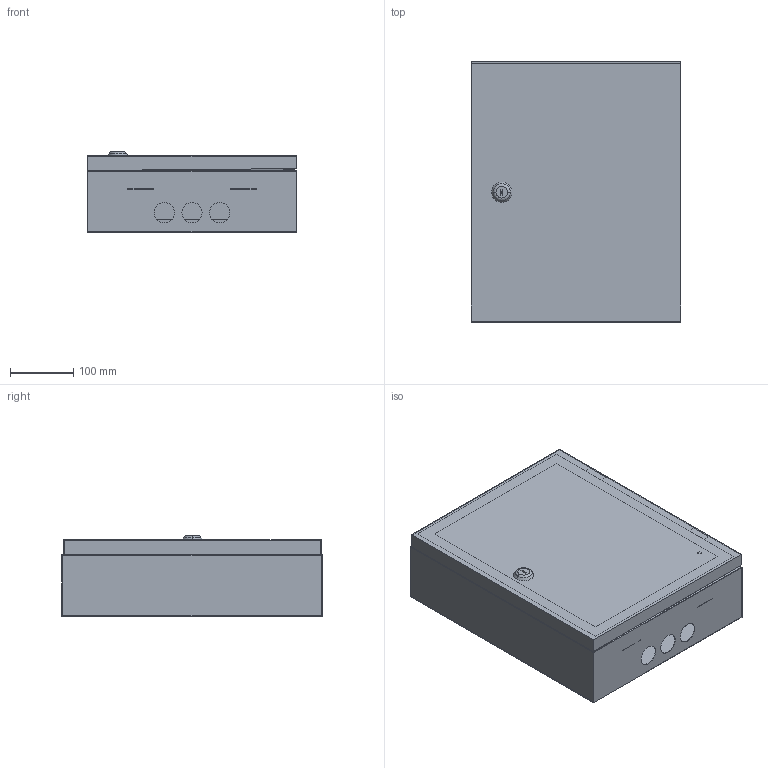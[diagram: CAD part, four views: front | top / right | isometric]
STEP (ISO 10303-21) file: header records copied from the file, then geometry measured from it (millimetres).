
FILE_DESCRIPTION (( 'STEP AP214' ), '1' );
FILE_NAME ('MKM14-N-24-54-Z-G.STEP', '2023-09-05T08:24:17', ( '' ), ( '' ), 'SwSTEP 2.0', 'SolidWorks 2022', '' );
FILE_SCHEMA (( 'AUTOMOTIVE_DESIGN' ));
Length unit declared in the file: millimetre
Products named in the file (4): Панель лицевая ЩРн-24; Оболочка ЩРн-24 IP54; MKM14-N-24-54-Z-G; Дверь ЩРн-24 IP54
Assembly tree (3 placements, depth 2):
  MKM14-N-24-54-Z-G
    Оболочка ЩРн-24 IP54
    Дверь ЩРн-24 IP54
    Панель лицевая ЩРн-24
Bounding box: 330 x 410 x 126.8 mm (x, y, z)
Volume: 748776.9 mm3; surface area: 1302494.4 mm2
Topology: 9 solids, 9 shells, 532 faces, 1320 edges, 832 vertices
Faces by surface type: plane 303, cylinder 169, cone 46, bspline 12, torus 2
Entity records: 16643 total; most frequent: CARTESIAN_POINT 3634, ORIENTED_EDGE 2640, DIRECTION 2581, EDGE_CURVE 1320, AXIS2_PLACEMENT_3D 891, VERTEX_POINT 832, LINE 799, VECTOR 799
